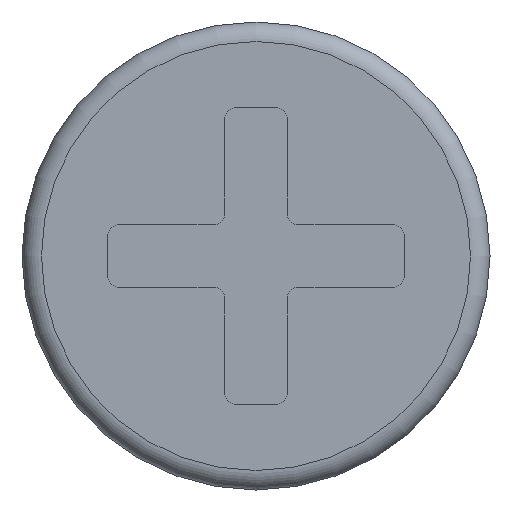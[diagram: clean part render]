
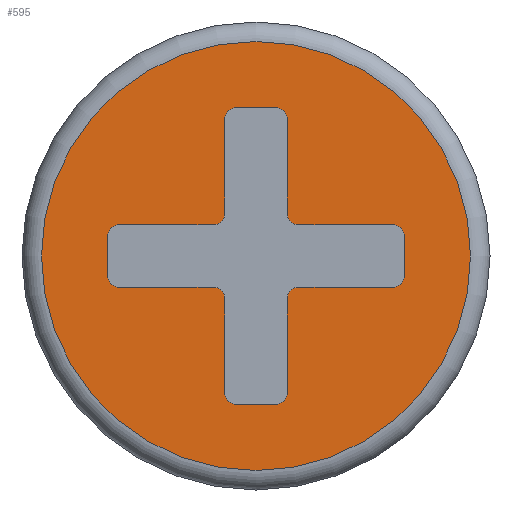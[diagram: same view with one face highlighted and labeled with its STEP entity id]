
A CAD part, front view. The second image highlights one B-rep face of the part: STEP entity #595.
In plain terms, the highlighted planar face has unit normal (0, -1, 0).
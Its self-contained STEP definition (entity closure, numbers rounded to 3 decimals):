
#15=FACE_BOUND('',#202,.T.);
#20=LINE('',#908,#70);
#26=LINE('',#923,#76);
#29=LINE('',#935,#79);
#35=LINE('',#950,#85);
#38=LINE('',#962,#88);
#44=LINE('',#977,#94);
#47=LINE('',#989,#97);
#53=LINE('',#1004,#103);
#56=LINE('',#1013,#106);
#57=LINE('',#1018,#107);
#58=LINE('',#1021,#108);
#59=LINE('',#1024,#109);
#70=VECTOR('',#720,10.);
#76=VECTOR('',#734,10.);
#79=VECTOR('',#745,10.);
#85=VECTOR('',#759,10.);
#88=VECTOR('',#770,10.);
#94=VECTOR('',#784,10.);
#97=VECTOR('',#795,10.);
#103=VECTOR('',#809,10.);
#106=VECTOR('',#820,10.);
#107=VECTOR('',#825,10.);
#108=VECTOR('',#828,10.);
#109=VECTOR('',#831,10.);
#141=PLANE('',#665);
#168=FACE_OUTER_BOUND('',#201,.T.);
#201=EDGE_LOOP('',(#480));
#202=EDGE_LOOP('',(#481,#482,#483,#484,#485,#486,#487,#488,#489,#490,#491,
#492,#493,#494,#495,#496,#497,#498,#499,#500,#501,#502,#503,#504));
#221=CIRCLE('',#631,0.15);
#223=CIRCLE('',#635,0.15);
#225=CIRCLE('',#639,0.15);
#227=CIRCLE('',#643,0.15);
#229=CIRCLE('',#647,0.15);
#231=CIRCLE('',#651,0.15);
#233=CIRCLE('',#655,0.15);
#235=CIRCLE('',#659,0.15);
#236=CIRCLE('',#662,0.15);
#238=CIRCLE('',#666,2.75);
#239=CIRCLE('',#667,0.15);
#240=CIRCLE('',#668,0.15);
#241=CIRCLE('',#669,0.15);
#258=VERTEX_POINT('',#901);
#259=VERTEX_POINT('',#903);
#260=VERTEX_POINT('',#907);
#264=VERTEX_POINT('',#916);
#265=VERTEX_POINT('',#918);
#268=VERTEX_POINT('',#928);
#269=VERTEX_POINT('',#930);
#270=VERTEX_POINT('',#934);
#274=VERTEX_POINT('',#943);
#275=VERTEX_POINT('',#945);
#278=VERTEX_POINT('',#955);
#279=VERTEX_POINT('',#957);
#280=VERTEX_POINT('',#961);
#284=VERTEX_POINT('',#970);
#285=VERTEX_POINT('',#972);
#288=VERTEX_POINT('',#982);
#289=VERTEX_POINT('',#984);
#290=VERTEX_POINT('',#988);
#294=VERTEX_POINT('',#997);
#295=VERTEX_POINT('',#999);
#296=VERTEX_POINT('',#1006);
#298=VERTEX_POINT('',#1015);
#299=VERTEX_POINT('',#1017);
#300=VERTEX_POINT('',#1020);
#301=VERTEX_POINT('',#1023);
#318=EDGE_CURVE('',#258,#259,#221,.T.);
#320=EDGE_CURVE('',#260,#259,#20,.T.);
#325=EDGE_CURVE('',#264,#265,#223,.T.);
#328=EDGE_CURVE('',#258,#265,#26,.T.);
#331=EDGE_CURVE('',#268,#269,#225,.T.);
#333=EDGE_CURVE('',#270,#269,#29,.T.);
#338=EDGE_CURVE('',#274,#275,#227,.T.);
#341=EDGE_CURVE('',#268,#275,#35,.T.);
#344=EDGE_CURVE('',#278,#279,#229,.T.);
#346=EDGE_CURVE('',#280,#279,#38,.T.);
#351=EDGE_CURVE('',#284,#285,#231,.T.);
#354=EDGE_CURVE('',#278,#285,#44,.T.);
#357=EDGE_CURVE('',#288,#289,#233,.T.);
#359=EDGE_CURVE('',#290,#289,#47,.T.);
#364=EDGE_CURVE('',#294,#295,#235,.T.);
#367=EDGE_CURVE('',#288,#295,#53,.T.);
#368=EDGE_CURVE('',#260,#296,#236,.T.);
#372=EDGE_CURVE('',#294,#296,#56,.T.);
#373=EDGE_CURVE('',#298,#298,#238,.T.);
#374=EDGE_CURVE('',#264,#299,#57,.T.);
#375=EDGE_CURVE('',#270,#299,#239,.T.);
#376=EDGE_CURVE('',#274,#300,#58,.T.);
#377=EDGE_CURVE('',#280,#300,#240,.T.);
#378=EDGE_CURVE('',#284,#301,#59,.T.);
#379=EDGE_CURVE('',#290,#301,#241,.T.);
#480=ORIENTED_EDGE('',*,*,#373,.F.);
#481=ORIENTED_EDGE('',*,*,#368,.F.);
#482=ORIENTED_EDGE('',*,*,#320,.T.);
#483=ORIENTED_EDGE('',*,*,#318,.F.);
#484=ORIENTED_EDGE('',*,*,#328,.T.);
#485=ORIENTED_EDGE('',*,*,#325,.F.);
#486=ORIENTED_EDGE('',*,*,#374,.T.);
#487=ORIENTED_EDGE('',*,*,#375,.F.);
#488=ORIENTED_EDGE('',*,*,#333,.T.);
#489=ORIENTED_EDGE('',*,*,#331,.F.);
#490=ORIENTED_EDGE('',*,*,#341,.T.);
#491=ORIENTED_EDGE('',*,*,#338,.F.);
#492=ORIENTED_EDGE('',*,*,#376,.T.);
#493=ORIENTED_EDGE('',*,*,#377,.F.);
#494=ORIENTED_EDGE('',*,*,#346,.T.);
#495=ORIENTED_EDGE('',*,*,#344,.F.);
#496=ORIENTED_EDGE('',*,*,#354,.T.);
#497=ORIENTED_EDGE('',*,*,#351,.F.);
#498=ORIENTED_EDGE('',*,*,#378,.T.);
#499=ORIENTED_EDGE('',*,*,#379,.F.);
#500=ORIENTED_EDGE('',*,*,#359,.T.);
#501=ORIENTED_EDGE('',*,*,#357,.F.);
#502=ORIENTED_EDGE('',*,*,#367,.T.);
#503=ORIENTED_EDGE('',*,*,#364,.F.);
#504=ORIENTED_EDGE('',*,*,#372,.T.);
#595=ADVANCED_FACE('',(#168,#15),#141,.F.);
#631=AXIS2_PLACEMENT_3D('',#904,#715,#716);
#635=AXIS2_PLACEMENT_3D('',#919,#728,#729);
#639=AXIS2_PLACEMENT_3D('',#931,#740,#741);
#643=AXIS2_PLACEMENT_3D('',#946,#753,#754);
#647=AXIS2_PLACEMENT_3D('',#958,#765,#766);
#651=AXIS2_PLACEMENT_3D('',#973,#778,#779);
#655=AXIS2_PLACEMENT_3D('',#985,#790,#791);
#659=AXIS2_PLACEMENT_3D('',#1000,#803,#804);
#662=AXIS2_PLACEMENT_3D('',#1007,#812,#813);
#665=AXIS2_PLACEMENT_3D('',#1014,#821,#822);
#666=AXIS2_PLACEMENT_3D('',#1016,#823,#824);
#667=AXIS2_PLACEMENT_3D('',#1019,#826,#827);
#668=AXIS2_PLACEMENT_3D('',#1022,#829,#830);
#669=AXIS2_PLACEMENT_3D('',#1025,#832,#833);
#715=DIRECTION('center_axis',(0.,-1.,0.));
#716=DIRECTION('ref_axis',(0.707,0.,0.707));
#720=DIRECTION('',(1.,0.,0.));
#728=DIRECTION('center_axis',(0.,-1.,0.));
#729=DIRECTION('ref_axis',(0.707,0.,-0.707));
#734=DIRECTION('',(0.,0.,-1.));
#740=DIRECTION('center_axis',(0.,-1.,0.));
#741=DIRECTION('ref_axis',(0.707,0.,-0.707));
#745=DIRECTION('',(0.,0.,-1.));
#753=DIRECTION('center_axis',(0.,-1.,0.));
#754=DIRECTION('ref_axis',(-0.707,0.,-0.707));
#759=DIRECTION('',(-1.,0.,0.));
#765=DIRECTION('center_axis',(0.,-1.,0.));
#766=DIRECTION('ref_axis',(-0.707,0.,-0.707));
#770=DIRECTION('',(-1.,0.,0.));
#778=DIRECTION('center_axis',(0.,-1.,0.));
#779=DIRECTION('ref_axis',(-0.707,0.,0.707));
#784=DIRECTION('',(0.,0.,1.));
#790=DIRECTION('center_axis',(0.,-1.,0.));
#791=DIRECTION('ref_axis',(-0.707,0.,0.707));
#795=DIRECTION('',(0.,0.,1.));
#803=DIRECTION('center_axis',(0.,-1.,0.));
#804=DIRECTION('ref_axis',(0.707,0.,0.707));
#809=DIRECTION('',(1.,0.,0.));
#812=DIRECTION('center_axis',(0.,1.,0.));
#813=DIRECTION('ref_axis',(-0.707,0.,-0.707));
#820=DIRECTION('',(0.,0.,-1.));
#821=DIRECTION('center_axis',(0.,1.,0.));
#822=DIRECTION('ref_axis',(1.,0.,0.));
#823=DIRECTION('center_axis',(0.,1.,0.));
#824=DIRECTION('ref_axis',(1.,0.,0.));
#825=DIRECTION('',(-1.,0.,0.));
#826=DIRECTION('center_axis',(0.,1.,0.));
#827=DIRECTION('ref_axis',(-0.707,0.,0.707));
#828=DIRECTION('',(0.,0.,1.));
#829=DIRECTION('center_axis',(0.,1.,0.));
#830=DIRECTION('ref_axis',(0.707,0.,0.707));
#831=DIRECTION('',(1.,0.,0.));
#832=DIRECTION('center_axis',(0.,1.,0.));
#833=DIRECTION('ref_axis',(0.707,0.,-0.707));
#901=CARTESIAN_POINT('',(1.9,0.,0.25));
#903=CARTESIAN_POINT('',(1.75,0.,0.4));
#904=CARTESIAN_POINT('Origin',(1.75,0.,0.25));
#907=CARTESIAN_POINT('',(0.55,0.,0.4));
#908=CARTESIAN_POINT('',(0.2,0.,0.4));
#916=CARTESIAN_POINT('',(1.75,0.,-0.4));
#918=CARTESIAN_POINT('',(1.9,0.,-0.25));
#919=CARTESIAN_POINT('Origin',(1.75,0.,-0.25));
#923=CARTESIAN_POINT('',(1.9,0.,0.2));
#928=CARTESIAN_POINT('',(0.25,0.,-1.9));
#930=CARTESIAN_POINT('',(0.4,0.,-1.75));
#931=CARTESIAN_POINT('Origin',(0.25,0.,-1.75));
#934=CARTESIAN_POINT('',(0.4,0.,-0.55));
#935=CARTESIAN_POINT('',(0.4,0.,-0.2));
#943=CARTESIAN_POINT('',(-0.4,0.,-1.75));
#945=CARTESIAN_POINT('',(-0.25,0.,-1.9));
#946=CARTESIAN_POINT('Origin',(-0.25,0.,-1.75));
#950=CARTESIAN_POINT('',(0.2,0.,-1.9));
#955=CARTESIAN_POINT('',(-1.9,0.,-0.25));
#957=CARTESIAN_POINT('',(-1.75,0.,-0.4));
#958=CARTESIAN_POINT('Origin',(-1.75,0.,-0.25));
#961=CARTESIAN_POINT('',(-0.55,0.,-0.4));
#962=CARTESIAN_POINT('',(-0.2,0.,-0.4));
#970=CARTESIAN_POINT('',(-1.75,0.,0.4));
#972=CARTESIAN_POINT('',(-1.9,0.,0.25));
#973=CARTESIAN_POINT('Origin',(-1.75,0.,0.25));
#977=CARTESIAN_POINT('',(-1.9,0.,-0.2));
#982=CARTESIAN_POINT('',(-0.25,0.,1.9));
#984=CARTESIAN_POINT('',(-0.4,0.,1.75));
#985=CARTESIAN_POINT('Origin',(-0.25,0.,1.75));
#988=CARTESIAN_POINT('',(-0.4,0.,0.55));
#989=CARTESIAN_POINT('',(-0.4,0.,0.2));
#997=CARTESIAN_POINT('',(0.4,0.,1.75));
#999=CARTESIAN_POINT('',(0.25,0.,1.9));
#1000=CARTESIAN_POINT('Origin',(0.25,0.,1.75));
#1004=CARTESIAN_POINT('',(-0.2,0.,1.9));
#1006=CARTESIAN_POINT('',(0.4,0.,0.55));
#1007=CARTESIAN_POINT('Origin',(0.55,0.,0.55));
#1013=CARTESIAN_POINT('',(0.4,0.,0.95));
#1014=CARTESIAN_POINT('Origin',(0.,0.,0.));
#1015=CARTESIAN_POINT('',(0.,0.,2.75));
#1016=CARTESIAN_POINT('Origin',(0.,0.,0.));
#1017=CARTESIAN_POINT('',(0.55,0.,-0.4));
#1018=CARTESIAN_POINT('',(0.95,0.,-0.4));
#1019=CARTESIAN_POINT('Origin',(0.55,0.,-0.55));
#1020=CARTESIAN_POINT('',(-0.4,0.,-0.55));
#1021=CARTESIAN_POINT('',(-0.4,0.,-0.95));
#1022=CARTESIAN_POINT('Origin',(-0.55,0.,-0.55));
#1023=CARTESIAN_POINT('',(-0.55,0.,0.4));
#1024=CARTESIAN_POINT('',(-0.95,0.,0.4));
#1025=CARTESIAN_POINT('Origin',(-0.55,0.,0.55));
